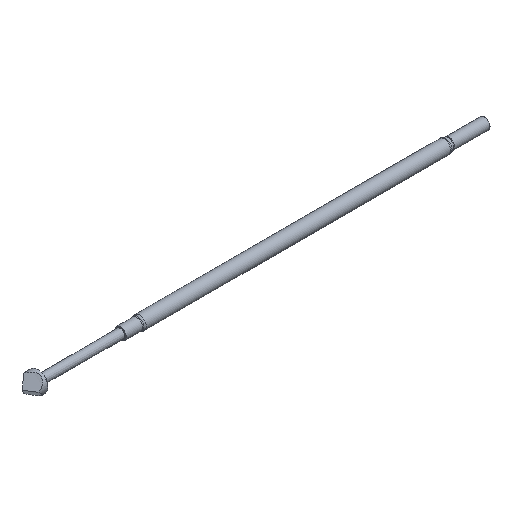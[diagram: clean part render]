
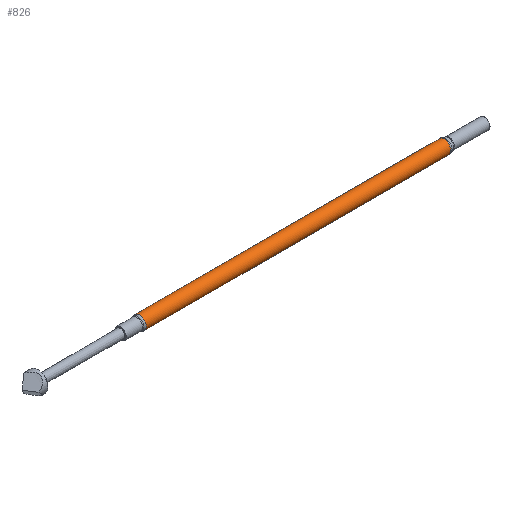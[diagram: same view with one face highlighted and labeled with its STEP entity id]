
A CAD part, isometric view. The second image highlights one B-rep face of the part: STEP entity #826.
In plain terms, the highlighted cylindrical face has radius 0.51 mm (diameter 1.021 mm), a full revolution.
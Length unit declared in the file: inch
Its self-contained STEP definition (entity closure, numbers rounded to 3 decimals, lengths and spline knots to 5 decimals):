
#16 = DIRECTION ( 'NONE',  ( 1., 0., 0. ) ) ;
#39 = AXIS2_PLACEMENT_3D ( 'NONE', #669, #16, #141 ) ;
#48 = EDGE_LOOP ( 'NONE', ( #110 ) ) ;
#98 = VERTEX_POINT ( 'NONE', #295 ) ;
#110 = ORIENTED_EDGE ( 'NONE', *, *, #814, .T. ) ;
#141 = DIRECTION ( 'NONE',  ( 0., 0., -1. ) ) ;
#153 = AXIS2_PLACEMENT_3D ( 'NONE', #703, #636, #309 ) ;
#269 = FACE_OUTER_BOUND ( 'NONE', #48, .T. ) ;
#279 = DIRECTION ( 'NONE',  ( 1., 0., 0. ) ) ;
#283 = CYLINDRICAL_SURFACE ( 'NONE', #408, 0.0201 ) ;
#295 = CARTESIAN_POINT ( 'NONE',  ( 0.05786, 0., -0.0201 ) ) ;
#309 = DIRECTION ( 'NONE',  ( 0., 0., -1. ) ) ;
#338 = CARTESIAN_POINT ( 'NONE',  ( 1.1655, 0., 0. ) ) ;
#408 = AXIS2_PLACEMENT_3D ( 'NONE', #338, #279, #530 ) ;
#530 = DIRECTION ( 'NONE',  ( 0., 0., -1. ) ) ;
#629 = EDGE_CURVE ( 'NONE', #679, #679, #658, .T. ) ;
#636 = DIRECTION ( 'NONE',  ( 1., 0., 0. ) ) ;
#658 = CIRCLE ( 'NONE', #153, 0.0201 ) ;
#669 = CARTESIAN_POINT ( 'NONE',  ( 0.05786, 0., 0. ) ) ;
#679 = VERTEX_POINT ( 'NONE', #696 ) ;
#691 = CIRCLE ( 'NONE', #39, 0.0201 ) ;
#696 = CARTESIAN_POINT ( 'NONE',  ( 0.986, 0., -0.0201 ) ) ;
#701 = ORIENTED_EDGE ( 'NONE', *, *, #629, .F. ) ;
#703 = CARTESIAN_POINT ( 'NONE',  ( 0.986, 0., 0. ) ) ;
#739 = FACE_OUTER_BOUND ( 'NONE', #815, .T. ) ;
#814 = EDGE_CURVE ( 'NONE', #98, #98, #691, .T. ) ;
#815 = EDGE_LOOP ( 'NONE', ( #701 ) ) ;
#826 = ADVANCED_FACE ( 'NONE', ( #269, #739 ), #283, .T. ) ;
